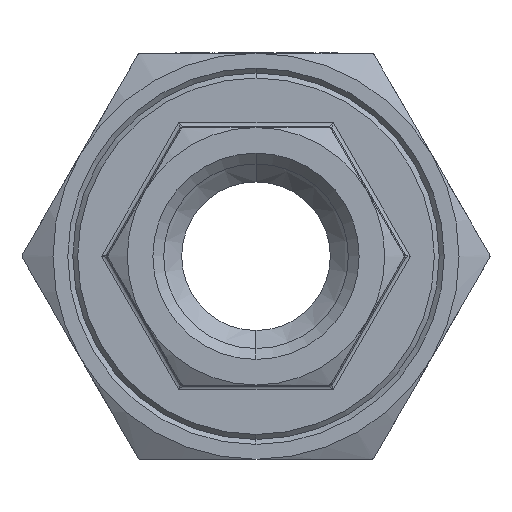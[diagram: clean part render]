
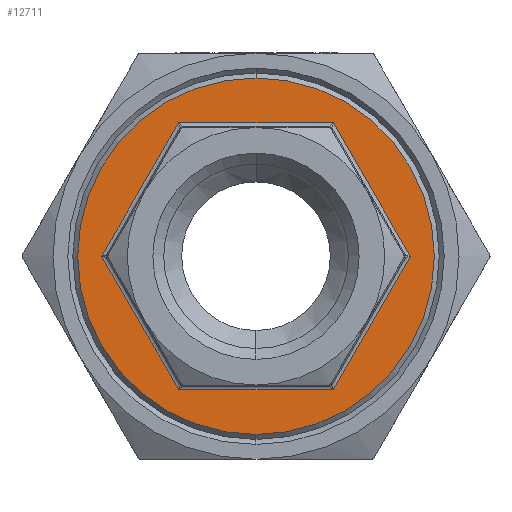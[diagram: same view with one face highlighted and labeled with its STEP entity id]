
A CAD part, left-side view. The second image highlights one B-rep face of the part: STEP entity #12711.
In plain terms, the highlighted planar face has unit normal (-1, 0, 0).
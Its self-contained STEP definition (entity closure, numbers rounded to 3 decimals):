
#296 = CARTESIAN_POINT ( 'NONE',  ( -8.25, -15.588, 0. ) ) ;
#785 = VECTOR ( 'NONE', #1388, 1000. ) ;
#1100 = EDGE_CURVE ( 'NONE', #7527, #5791, #2593, .T. ) ;
#1290 = FACE_OUTER_BOUND ( 'NONE', #12425, .T. ) ;
#1380 = ORIENTED_EDGE ( 'NONE', *, *, #9924, .T. ) ;
#1388 = DIRECTION ( 'NONE',  ( 0., 0.5, -0.866 ) ) ;
#1663 = AXIS2_PLACEMENT_3D ( 'NONE', #4713, #11684, #3430 ) ;
#1809 = DIRECTION ( 'NONE',  ( 0., -0.5, 0.866 ) ) ;
#1868 = VECTOR ( 'NONE', #1809, 1000. ) ;
#1887 = LINE ( 'NONE', #13496, #7164 ) ;
#2029 = FACE_BOUND ( 'NONE', #14312, .T. ) ;
#2593 = LINE ( 'NONE', #5231, #1868 ) ;
#3291 = EDGE_CURVE ( 'NONE', #14107, #14738, #1887, .T. ) ;
#3430 = DIRECTION ( 'NONE',  ( 0., -1., 0. ) ) ;
#3908 = EDGE_CURVE ( 'NONE', #9743, #14107, #4737, .T. ) ;
#4433 = LINE ( 'NONE', #7360, #12344 ) ;
#4713 = CARTESIAN_POINT ( 'NONE',  ( -8.25, 0., 0. ) ) ;
#4737 = LINE ( 'NONE', #10663, #785 ) ;
#4936 = DIRECTION ( 'NONE',  ( 0., -1., 0. ) ) ;
#5231 = CARTESIAN_POINT ( 'NONE',  ( -8.25, -9.815, -10. ) ) ;
#5234 = VERTEX_POINT ( 'NONE', #6603 ) ;
#5791 = VERTEX_POINT ( 'NONE', #296 ) ;
#6319 = VECTOR ( 'NONE', #8192, 1000. ) ;
#6462 = CIRCLE ( 'NONE', #11108, 18. ) ;
#6496 = ORIENTED_EDGE ( 'NONE', *, *, #9322, .F. ) ;
#6549 = CARTESIAN_POINT ( 'NONE',  ( -8.25, -7.794, -13.5 ) ) ;
#6603 = CARTESIAN_POINT ( 'NONE',  ( -8.25, 0., 18. ) ) ;
#7164 = VECTOR ( 'NONE', #9886, 1000. ) ;
#7321 = VERTEX_POINT ( 'NONE', #9696 ) ;
#7360 = CARTESIAN_POINT ( 'NONE',  ( -8.25, -3.753, 13.5 ) ) ;
#7363 = CARTESIAN_POINT ( 'NONE',  ( -8.25, 3.753, -13.5 ) ) ;
#7451 = ORIENTED_EDGE ( 'NONE', *, *, #1100, .F. ) ;
#7527 = VERTEX_POINT ( 'NONE', #6549 ) ;
#8045 = ORIENTED_EDGE ( 'NONE', *, *, #12763, .T. ) ;
#8192 = DIRECTION ( 'NONE',  ( 0., 0.5, 0.866 ) ) ;
#8287 = EDGE_CURVE ( 'NONE', #5791, #7321, #8692, .T. ) ;
#8298 = CARTESIAN_POINT ( 'NONE',  ( -8.25, 0., 0. ) ) ;
#8668 = LINE ( 'NONE', #7363, #12372 ) ;
#8692 = LINE ( 'NONE', #10495, #6319 ) ;
#8735 = CARTESIAN_POINT ( 'NONE',  ( -8.25, 0., 0. ) ) ;
#8942 = AXIS2_PLACEMENT_3D ( 'NONE', #8298, #13145, #11849 ) ;
#9192 = CARTESIAN_POINT ( 'NONE',  ( -8.25, 0., -18. ) ) ;
#9322 = EDGE_CURVE ( 'NONE', #14738, #7527, #8668, .T. ) ;
#9652 = ORIENTED_EDGE ( 'NONE', *, *, #10509, .F. ) ;
#9696 = CARTESIAN_POINT ( 'NONE',  ( -8.25, -7.794, 13.5 ) ) ;
#9743 = VERTEX_POINT ( 'NONE', #12648 ) ;
#9886 = DIRECTION ( 'NONE',  ( 0., -0.5, -0.866 ) ) ;
#9924 = EDGE_CURVE ( 'NONE', #5234, #10279, #6462, .T. ) ;
#9929 = ORIENTED_EDGE ( 'NONE', *, *, #3908, .F. ) ;
#10279 = VERTEX_POINT ( 'NONE', #9192 ) ;
#10355 = PLANE ( 'NONE',  #1663 ) ;
#10495 = CARTESIAN_POINT ( 'NONE',  ( -8.25, -13.568, 3.5 ) ) ;
#10509 = EDGE_CURVE ( 'NONE', #7321, #9743, #4433, .T. ) ;
#10633 = ORIENTED_EDGE ( 'NONE', *, *, #8287, .F. ) ;
#10663 = CARTESIAN_POINT ( 'NONE',  ( -8.25, 9.815, 10. ) ) ;
#11108 = AXIS2_PLACEMENT_3D ( 'NONE', #8735, #11267, #14745 ) ;
#11267 = DIRECTION ( 'NONE',  ( -1., 0., 0. ) ) ;
#11519 = ORIENTED_EDGE ( 'NONE', *, *, #3291, .F. ) ;
#11684 = DIRECTION ( 'NONE',  ( -1., 0., 0. ) ) ;
#11849 = DIRECTION ( 'NONE',  ( 0., 0., 1. ) ) ;
#12344 = VECTOR ( 'NONE', #13363, 1000. ) ;
#12372 = VECTOR ( 'NONE', #4936, 1000. ) ;
#12425 = EDGE_LOOP ( 'NONE', ( #1380, #8045 ) ) ;
#12648 = CARTESIAN_POINT ( 'NONE',  ( -8.25, 7.794, 13.5 ) ) ;
#12711 = ADVANCED_FACE ( 'NONE', ( #1290, #2029 ), #10355, .T. ) ;
#12763 = EDGE_CURVE ( 'NONE', #10279, #5234, #13357, .T. ) ;
#13019 = CARTESIAN_POINT ( 'NONE',  ( -8.25, 7.794, -13.5 ) ) ;
#13145 = DIRECTION ( 'NONE',  ( -1., 0., 0. ) ) ;
#13357 = CIRCLE ( 'NONE', #8942, 18. ) ;
#13363 = DIRECTION ( 'NONE',  ( 0., 1., 0. ) ) ;
#13496 = CARTESIAN_POINT ( 'NONE',  ( -8.25, 13.568, -3.5 ) ) ;
#13795 = CARTESIAN_POINT ( 'NONE',  ( -8.25, 15.588, 0. ) ) ;
#14107 = VERTEX_POINT ( 'NONE', #13795 ) ;
#14312 = EDGE_LOOP ( 'NONE', ( #11519, #9929, #9652, #10633, #7451, #6496 ) ) ;
#14738 = VERTEX_POINT ( 'NONE', #13019 ) ;
#14745 = DIRECTION ( 'NONE',  ( 0., 0., 1. ) ) ;
